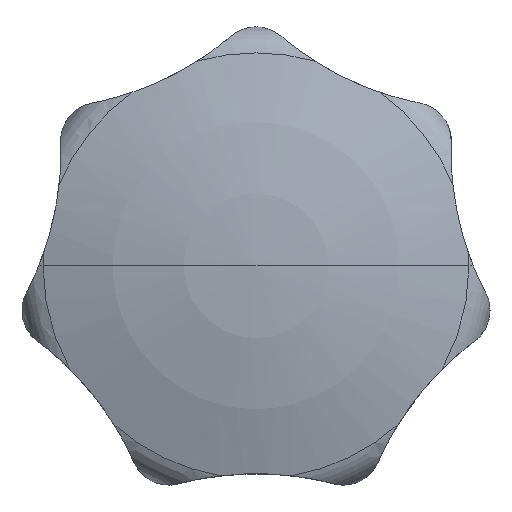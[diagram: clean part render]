
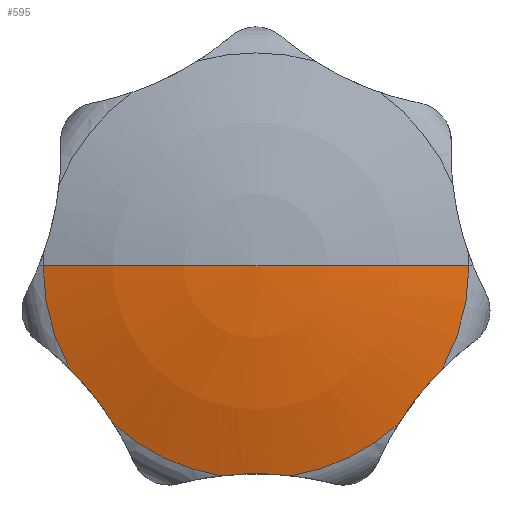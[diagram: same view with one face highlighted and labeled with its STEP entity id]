
A CAD part, top view. The second image highlights one B-rep face of the part: STEP entity #595.
In plain terms, the highlighted spherical face has radius 70 mm.
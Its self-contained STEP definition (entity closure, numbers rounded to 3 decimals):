
#271=EDGE_CURVE('',#441,#701,#747,.T.);
#273=EDGE_CURVE('',#615,#545,#749,.T.);
#355=EDGE_CURVE('',#527,#571,#838,.T.);
#395=EDGE_CURVE('',#701,#615,#880,.T.);
#441=VERTEX_POINT('',#928);
#475=EDGE_CURVE('',#545,#527,#968,.T.);
#497=VERTEX_POINT('',#993);
#527=VERTEX_POINT('',#1026);
#545=VERTEX_POINT('',#1045);
#567=EDGE_CURVE('',#679,#441,#1067,.T.);
#571=VERTEX_POINT('',#1071);
#583=EDGE_CURVE('',#627,#571,#1087,.T.);
#593=EDGE_CURVE('',#497,#627,#1098,.T.);
#595=ADVANCED_FACE('',(#1100),#1101,.T.);
#615=VERTEX_POINT('',#1122);
#627=VERTEX_POINT('',#1134);
#631=EDGE_CURVE('',#497,#679,#1139,.T.);
#679=VERTEX_POINT('',#1191);
#701=VERTEX_POINT('',#1216);
#747=CIRCLE('',#1256,22.273);
#749=CIRCLE('',#1259,22.273);
#838=CIRCLE('',#1458,22.273);
#880=B_SPLINE_CURVE_WITH_KNOTS('',3,(#1554,#1555,#1556,#1557,#1558,#1559,#1560,#1561,#1562,#1563),.UNSPECIFIED.,.F.,.F.,(4,2,2,2,4),(53.804,54.682,57.462,60.241,61.12),.UNSPECIFIED.);
#928=CARTESIAN_POINT('',(-14.864,-16.588,30.362));
#968=B_SPLINE_CURVE_WITH_KNOTS('',3,(#1788,#1789,#1790,#1791,#1792,#1793,#1794,#1795,#1796,#1797),.UNSPECIFIED.,.F.,.F.,(4,2,2,2,4),(53.804,54.682,57.462,60.241,61.12),.UNSPECIFIED.);
#993=CARTESIAN_POINT('',(-22.273,0.,30.362));
#1026=CARTESIAN_POINT('',(19.479,-10.8,30.362));
#1045=CARTESIAN_POINT('',(14.864,-16.588,30.362));
#1067=B_SPLINE_CURVE_WITH_KNOTS('',3,(#2031,#2032,#2033,#2034,#2035,#2036,#2037,#2038,#2039,#2040),.UNSPECIFIED.,.F.,.F.,(4,2,2,2,4),(53.804,54.682,57.462,60.241,61.12),.UNSPECIFIED.);
#1071=CARTESIAN_POINT('',(22.273,0.,30.362));
#1087=CIRCLE('',#2085,70.);
#1098=CIRCLE('',#2097,70.);
#1100=FACE_OUTER_BOUND('',#2099,.T.);
#1101=SPHERICAL_SURFACE('',#2100,70.);
#1122=CARTESIAN_POINT('',(3.701,-21.963,30.362));
#1134=CARTESIAN_POINT('',(0.,0.,34.));
#1139=CIRCLE('',#2191,22.273);
#1191=CARTESIAN_POINT('',(-19.479,-10.8,30.362));
#1216=CARTESIAN_POINT('',(-3.701,-21.963,30.362));
#1256=AXIS2_PLACEMENT_3D('',#2376,#2377,#2378);
#1259=AXIS2_PLACEMENT_3D('',#2379,#2380,#2381);
#1458=AXIS2_PLACEMENT_3D('',#2473,#2474,#2475);
#1554=CARTESIAN_POINT('',(-3.701,-21.963,30.362));
#1555=CARTESIAN_POINT('',(-3.403,-21.928,30.39));
#1556=CARTESIAN_POINT('',(-3.105,-21.898,30.415));
#1557=CARTESIAN_POINT('',(-1.865,-21.789,30.503));
#1558=CARTESIAN_POINT('',(-0.926,-21.748,30.536));
#1559=CARTESIAN_POINT('',(0.926,-21.748,30.536));
#1560=CARTESIAN_POINT('',(1.865,-21.789,30.503));
#1561=CARTESIAN_POINT('',(3.105,-21.898,30.415));
#1562=CARTESIAN_POINT('',(3.403,-21.928,30.39));
#1563=CARTESIAN_POINT('',(3.701,-21.963,30.362));
#1788=CARTESIAN_POINT('',(14.864,-16.588,30.362));
#1789=CARTESIAN_POINT('',(15.022,-16.333,30.39));
#1790=CARTESIAN_POINT('',(15.184,-16.081,30.415));
#1791=CARTESIAN_POINT('',(15.872,-15.043,30.503));
#1792=CARTESIAN_POINT('',(16.426,-14.284,30.536));
#1793=CARTESIAN_POINT('',(17.581,-12.835,30.536));
#1794=CARTESIAN_POINT('',(18.198,-12.127,30.503));
#1795=CARTESIAN_POINT('',(19.056,-11.225,30.415));
#1796=CARTESIAN_POINT('',(19.266,-11.011,30.39));
#1797=CARTESIAN_POINT('',(19.479,-10.8,30.362));
#2031=CARTESIAN_POINT('',(-19.479,-10.8,30.362));
#2032=CARTESIAN_POINT('',(-19.266,-11.011,30.39));
#2033=CARTESIAN_POINT('',(-19.056,-11.225,30.415));
#2034=CARTESIAN_POINT('',(-18.198,-12.127,30.503));
#2035=CARTESIAN_POINT('',(-17.581,-12.835,30.536));
#2036=CARTESIAN_POINT('',(-16.426,-14.284,30.536));
#2037=CARTESIAN_POINT('',(-15.872,-15.043,30.503));
#2038=CARTESIAN_POINT('',(-15.184,-16.081,30.415));
#2039=CARTESIAN_POINT('',(-15.022,-16.333,30.39));
#2040=CARTESIAN_POINT('',(-14.864,-16.588,30.362));
#2085=AXIS2_PLACEMENT_3D('',#2703,#2704,#2705);
#2097=AXIS2_PLACEMENT_3D('',#2716,#2717,#2718);
#2099=EDGE_LOOP('',(#2720,#2721,#2722,#2723,#2724,#2725,#2726,#2727,#2728));
#2100=AXIS2_PLACEMENT_3D('',#2729,#2730,#2731);
#2191=AXIS2_PLACEMENT_3D('',#2757,#2758,#2759);
#2376=CARTESIAN_POINT('',(0.,0.,30.362));
#2377=DIRECTION('',(0.,0.,1.0));
#2378=DIRECTION('',(1.0,0.,0.));
#2379=CARTESIAN_POINT('',(0.,0.,30.362));
#2380=DIRECTION('',(0.,0.,1.0));
#2381=DIRECTION('',(1.0,0.,0.));
#2473=CARTESIAN_POINT('',(0.,0.,30.362));
#2474=DIRECTION('',(0.,0.,1.0));
#2475=DIRECTION('',(1.0,0.,0.));
#2703=CARTESIAN_POINT('',(0.,0.,-36.));
#2704=DIRECTION('',(0.,1.0,0.));
#2705=DIRECTION('',(0.0,0.,-1.0));
#2716=CARTESIAN_POINT('',(0.,0.,-36.));
#2717=DIRECTION('',(0.,1.0,0.));
#2718=DIRECTION('',(0.0,0.,-1.0));
#2720=ORIENTED_EDGE('',*,*,#593,.F.);
#2721=ORIENTED_EDGE('',*,*,#631,.T.);
#2722=ORIENTED_EDGE('',*,*,#567,.T.);
#2723=ORIENTED_EDGE('',*,*,#271,.T.);
#2724=ORIENTED_EDGE('',*,*,#395,.T.);
#2725=ORIENTED_EDGE('',*,*,#273,.T.);
#2726=ORIENTED_EDGE('',*,*,#475,.T.);
#2727=ORIENTED_EDGE('',*,*,#355,.T.);
#2728=ORIENTED_EDGE('',*,*,#583,.F.);
#2729=CARTESIAN_POINT('',(0.,0.,-36.));
#2730=DIRECTION('',(0.,0.,1.0));
#2731=DIRECTION('',(-1.0,0.,0.0));
#2757=CARTESIAN_POINT('',(0.,0.,30.362));
#2758=DIRECTION('',(0.,0.,1.0));
#2759=DIRECTION('',(1.0,0.,0.));
